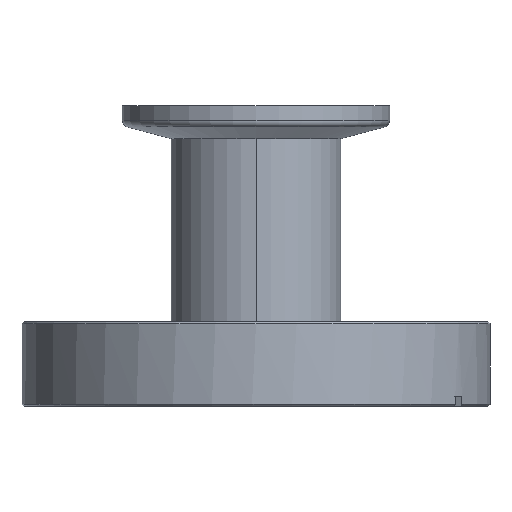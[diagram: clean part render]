
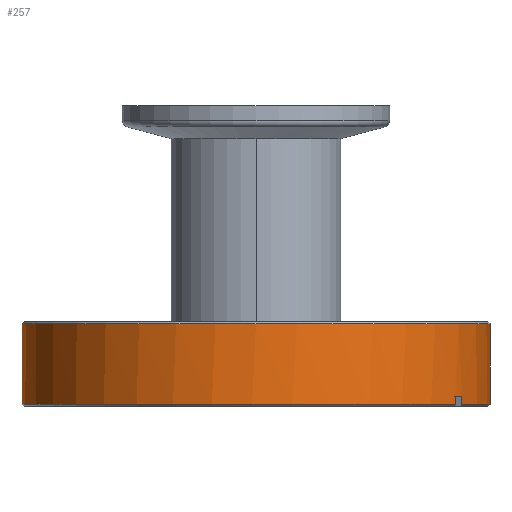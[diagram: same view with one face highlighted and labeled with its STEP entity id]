
A CAD part, left-side view. The second image highlights one B-rep face of the part: STEP entity #257.
In plain terms, the highlighted cylindrical face has radius 35 mm (diameter 70 mm), a partial arc.
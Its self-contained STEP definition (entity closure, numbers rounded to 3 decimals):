
#24 = AXIS2_PLACEMENT_3D ( 'NONE', #1860, #2701, #2676 ) ;
#74 = LINE ( 'NONE', #1220, #1206 ) ;
#137 = DIRECTION ( 'NONE',  ( 0., 1., 0. ) ) ;
#167 = CARTESIAN_POINT ( 'NONE',  ( 0., 31.392, 0. ) ) ;
#212 = LINE ( 'NONE', #1069, #1973 ) ;
#257 = ADVANCED_FACE ( 'NONE', ( #1913 ), #494, .T. ) ;
#301 = AXIS2_PLACEMENT_3D ( 'NONE', #1477, #1491, #1352 ) ;
#306 = CARTESIAN_POINT ( 'NONE',  ( -18.359, 12.4, -29.799 ) ) ;
#349 = ORIENTED_EDGE ( 'NONE', *, *, #2318, .F. ) ;
#494 = CYLINDRICAL_SURFACE ( 'NONE', #1264, 35. ) ;
#523 = CARTESIAN_POINT ( 'NONE',  ( -18.359, 11.2, -29.799 ) ) ;
#574 = VERTEX_POINT ( 'NONE', #898 ) ;
#600 = EDGE_CURVE ( 'NONE', #1485, #718, #2301, .T. ) ;
#621 = CIRCLE ( 'NONE', #891, 35. ) ;
#652 = CARTESIAN_POINT ( 'NONE',  ( -18.359, 31.392, -29.799 ) ) ;
#718 = VERTEX_POINT ( 'NONE', #306 ) ;
#798 = ORIENTED_EDGE ( 'NONE', *, *, #910, .T. ) ;
#849 = CARTESIAN_POINT ( 'NONE',  ( 0., 12.4, 0. ) ) ;
#891 = AXIS2_PLACEMENT_3D ( 'NONE', #912, #947, #1184 ) ;
#898 = CARTESIAN_POINT ( 'NONE',  ( -16.627, 11.2, -30.799 ) ) ;
#910 = EDGE_CURVE ( 'NONE', #2049, #2367, #1061, .T. ) ;
#912 = CARTESIAN_POINT ( 'NONE',  ( 0., 0.3, 0. ) ) ;
#947 = DIRECTION ( 'NONE',  ( 0., 1., 0. ) ) ;
#994 = DIRECTION ( 'NONE',  ( 0., 1., 0. ) ) ;
#1061 = CIRCLE ( 'NONE', #301, 35. ) ;
#1069 = CARTESIAN_POINT ( 'NONE',  ( 0., 31.392, 35. ) ) ;
#1123 = CIRCLE ( 'NONE', #24, 35. ) ;
#1184 = DIRECTION ( 'NONE',  ( 0., 0., -1. ) ) ;
#1206 = VECTOR ( 'NONE', #994, 1000. ) ;
#1220 = CARTESIAN_POINT ( 'NONE',  ( 0., 31.392, -35. ) ) ;
#1224 = CARTESIAN_POINT ( 'NONE',  ( 0., 0.3, -35. ) ) ;
#1264 = AXIS2_PLACEMENT_3D ( 'NONE', #167, #137, #1368 ) ;
#1282 = VERTEX_POINT ( 'NONE', #1224 ) ;
#1292 = ORIENTED_EDGE ( 'NONE', *, *, #1612, .F. ) ;
#1326 = LINE ( 'NONE', #1822, #2423 ) ;
#1352 = DIRECTION ( 'NONE',  ( 0., 0., 1. ) ) ;
#1358 = CARTESIAN_POINT ( 'NONE',  ( 0., 0.3, 35. ) ) ;
#1368 = DIRECTION ( 'NONE',  ( 0., 0., 1. ) ) ;
#1371 = AXIS2_PLACEMENT_3D ( 'NONE', #849, #2633, #2570 ) ;
#1477 = CARTESIAN_POINT ( 'NONE',  ( 0., 12.4, 0. ) ) ;
#1485 = VERTEX_POINT ( 'NONE', #2806 ) ;
#1491 = DIRECTION ( 'NONE',  ( 0., -1., 0. ) ) ;
#1510 = ORIENTED_EDGE ( 'NONE', *, *, #1757, .F. ) ;
#1612 = EDGE_CURVE ( 'NONE', #574, #1831, #1123, .T. ) ;
#1621 = EDGE_CURVE ( 'NONE', #1282, #1747, #621, .T. ) ;
#1664 = ORIENTED_EDGE ( 'NONE', *, *, #1889, .F. ) ;
#1744 = EDGE_LOOP ( 'NONE', ( #349, #2520, #1825, #2846, #1664, #1292, #1510, #798 ) ) ;
#1747 = VERTEX_POINT ( 'NONE', #1358 ) ;
#1757 = EDGE_CURVE ( 'NONE', #2049, #574, #1326, .T. ) ;
#1822 = CARTESIAN_POINT ( 'NONE',  ( -16.627, 31.392, -30.799 ) ) ;
#1825 = ORIENTED_EDGE ( 'NONE', *, *, #1858, .T. ) ;
#1831 = VERTEX_POINT ( 'NONE', #523 ) ;
#1858 = EDGE_CURVE ( 'NONE', #1747, #1485, #212, .T. ) ;
#1860 = CARTESIAN_POINT ( 'NONE',  ( 0., 11.2, 0. ) ) ;
#1865 = CARTESIAN_POINT ( 'NONE',  ( -16.627, 12.4, -30.799 ) ) ;
#1889 = EDGE_CURVE ( 'NONE', #1831, #718, #2455, .T. ) ;
#1913 = FACE_OUTER_BOUND ( 'NONE', #1744, .T. ) ;
#1928 = CARTESIAN_POINT ( 'NONE',  ( 0., 12.4, -35. ) ) ;
#1973 = VECTOR ( 'NONE', #2446, 1000. ) ;
#2049 = VERTEX_POINT ( 'NONE', #1865 ) ;
#2301 = CIRCLE ( 'NONE', #1371, 35. ) ;
#2318 = EDGE_CURVE ( 'NONE', #1282, #2367, #74, .T. ) ;
#2367 = VERTEX_POINT ( 'NONE', #1928 ) ;
#2391 = VECTOR ( 'NONE', #2429, 1000. ) ;
#2423 = VECTOR ( 'NONE', #2851, 1000. ) ;
#2429 = DIRECTION ( 'NONE',  ( 0., 1., 0. ) ) ;
#2446 = DIRECTION ( 'NONE',  ( 0., 1., 0. ) ) ;
#2455 = LINE ( 'NONE', #652, #2391 ) ;
#2520 = ORIENTED_EDGE ( 'NONE', *, *, #1621, .T. ) ;
#2570 = DIRECTION ( 'NONE',  ( 0., 0., 1. ) ) ;
#2633 = DIRECTION ( 'NONE',  ( 0., -1., 0. ) ) ;
#2676 = DIRECTION ( 'NONE',  ( 0., 0., -1. ) ) ;
#2701 = DIRECTION ( 'NONE',  ( 0., 1., 0. ) ) ;
#2806 = CARTESIAN_POINT ( 'NONE',  ( 0., 12.4, 35. ) ) ;
#2846 = ORIENTED_EDGE ( 'NONE', *, *, #600, .T. ) ;
#2851 = DIRECTION ( 'NONE',  ( 0., -1., 0. ) ) ;
